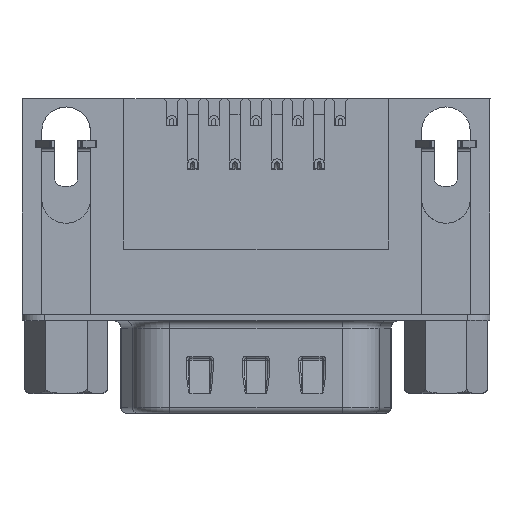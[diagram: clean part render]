
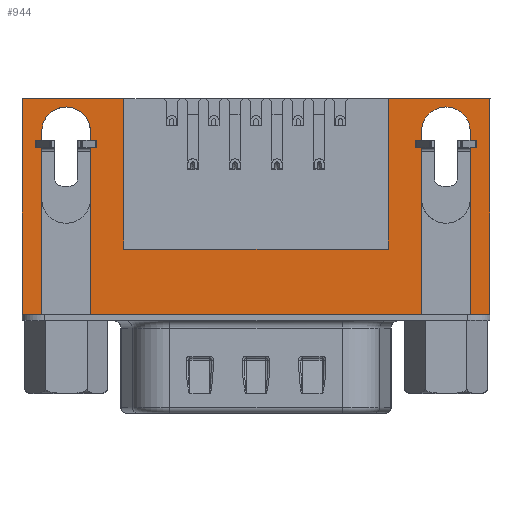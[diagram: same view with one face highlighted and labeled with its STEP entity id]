
A CAD part, top view. The second image highlights one B-rep face of the part: STEP entity #944.
In plain terms, the highlighted planar face has unit normal (0, 0, 1).
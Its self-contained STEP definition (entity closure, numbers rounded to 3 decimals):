
#846=AXIS2_PLACEMENT_3D('Plane Axis2P3D',#843,#844,#845) ;
#857=AXIS2_PLACEMENT_3D('Circle Axis2P3D',#855,#856,$) ;
#876=AXIS2_PLACEMENT_3D('Circle Axis2P3D',#874,#875,$) ;
#42=CARTESIAN_POINT('Vertex',(-14.1,0.,0.)) ;
#45=CARTESIAN_POINT('Line Origine',(-14.75,0.,0.)) ;
#49=CARTESIAN_POINT('Vertex',(-15.4,0.,0.)) ;
#84=CARTESIAN_POINT('Vertex',(15.4,0.,0.)) ;
#87=CARTESIAN_POINT('Line Origine',(14.75,0.,0.)) ;
#91=CARTESIAN_POINT('Vertex',(14.1,0.,0.)) ;
#112=CARTESIAN_POINT('Vertex',(10.9,0.,0.)) ;
#115=CARTESIAN_POINT('Line Origine',(0.,0.,0.)) ;
#119=CARTESIAN_POINT('Vertex',(-10.9,0.,0.)) ;
#797=CARTESIAN_POINT('Vertex',(-14.1,12.05,0.)) ;
#800=CARTESIAN_POINT('Line Origine',(-14.1,6.025,0.)) ;
#843=CARTESIAN_POINT('Axis2P3D Location',(-15.4,0.,0.)) ;
#848=CARTESIAN_POINT('Line Origine',(-15.4,7.1,0.)) ;
#852=CARTESIAN_POINT('Vertex',(-15.4,14.2,0.)) ;
#855=CARTESIAN_POINT('Axis2P3D Location',(-12.5,12.05,0.)) ;
#859=CARTESIAN_POINT('Vertex',(-10.9,12.05,0.)) ;
#862=CARTESIAN_POINT('Line Origine',(-10.9,6.025,0.)) ;
#867=CARTESIAN_POINT('Line Origine',(10.9,6.025,0.)) ;
#871=CARTESIAN_POINT('Vertex',(10.9,12.05,0.)) ;
#874=CARTESIAN_POINT('Axis2P3D Location',(12.5,12.05,0.)) ;
#878=CARTESIAN_POINT('Vertex',(14.1,12.05,0.)) ;
#881=CARTESIAN_POINT('Line Origine',(14.1,6.025,0.)) ;
#886=CARTESIAN_POINT('Line Origine',(15.4,7.1,0.)) ;
#890=CARTESIAN_POINT('Vertex',(15.4,14.2,0.)) ;
#893=CARTESIAN_POINT('Line Origine',(12.05,14.2,0.)) ;
#897=CARTESIAN_POINT('Vertex',(8.7,14.2,0.)) ;
#900=CARTESIAN_POINT('Line Origine',(8.7,9.25,0.)) ;
#904=CARTESIAN_POINT('Vertex',(8.7,4.3,0.)) ;
#907=CARTESIAN_POINT('Line Origine',(0.,4.3,0.)) ;
#911=CARTESIAN_POINT('Vertex',(-8.7,4.3,0.)) ;
#914=CARTESIAN_POINT('Line Origine',(-8.7,9.25,0.)) ;
#918=CARTESIAN_POINT('Vertex',(-8.7,14.2,0.)) ;
#921=CARTESIAN_POINT('Line Origine',(-12.05,14.2,0.)) ;
#46=DIRECTION('Vector Direction',(-1.,0.,0.)) ;
#88=DIRECTION('Vector Direction',(-1.,0.,0.)) ;
#116=DIRECTION('Vector Direction',(-1.,0.,0.)) ;
#801=DIRECTION('Vector Direction',(0.,-1.,0.)) ;
#844=DIRECTION('Axis2P3D Direction',(0.,0.,1.)) ;
#845=DIRECTION('Axis2P3D XDirection',(1.,0.,0.)) ;
#849=DIRECTION('Vector Direction',(0.,-1.,0.)) ;
#856=DIRECTION('Axis2P3D Direction',(0.,0.,1.)) ;
#863=DIRECTION('Vector Direction',(0.,-1.,0.)) ;
#868=DIRECTION('Vector Direction',(0.,-1.,0.)) ;
#875=DIRECTION('Axis2P3D Direction',(0.,0.,1.)) ;
#882=DIRECTION('Vector Direction',(0.,-1.,0.)) ;
#887=DIRECTION('Vector Direction',(0.,-1.,0.)) ;
#894=DIRECTION('Vector Direction',(-1.,0.,0.)) ;
#901=DIRECTION('Vector Direction',(0.,1.,0.)) ;
#908=DIRECTION('Vector Direction',(-1.,0.,0.)) ;
#915=DIRECTION('Vector Direction',(0.,1.,0.)) ;
#922=DIRECTION('Vector Direction',(-1.,0.,0.)) ;
#47=VECTOR('Line Direction',#46,1.) ;
#89=VECTOR('Line Direction',#88,1.) ;
#117=VECTOR('Line Direction',#116,1.) ;
#802=VECTOR('Line Direction',#801,1.) ;
#850=VECTOR('Line Direction',#849,1.) ;
#864=VECTOR('Line Direction',#863,1.) ;
#869=VECTOR('Line Direction',#868,1.) ;
#883=VECTOR('Line Direction',#882,1.) ;
#888=VECTOR('Line Direction',#887,1.) ;
#895=VECTOR('Line Direction',#894,1.) ;
#902=VECTOR('Line Direction',#901,1.) ;
#909=VECTOR('Line Direction',#908,1.) ;
#916=VECTOR('Line Direction',#915,1.) ;
#923=VECTOR('Line Direction',#922,1.) ;
#927=ORIENTED_EDGE('',*,*,#854,.T.) ;
#928=ORIENTED_EDGE('',*,*,#51,.F.) ;
#929=ORIENTED_EDGE('',*,*,#804,.F.) ;
#930=ORIENTED_EDGE('',*,*,#861,.F.) ;
#931=ORIENTED_EDGE('',*,*,#866,.T.) ;
#932=ORIENTED_EDGE('',*,*,#121,.F.) ;
#933=ORIENTED_EDGE('',*,*,#873,.F.) ;
#934=ORIENTED_EDGE('',*,*,#880,.F.) ;
#935=ORIENTED_EDGE('',*,*,#885,.T.) ;
#936=ORIENTED_EDGE('',*,*,#93,.F.) ;
#937=ORIENTED_EDGE('',*,*,#892,.F.) ;
#938=ORIENTED_EDGE('',*,*,#899,.T.) ;
#939=ORIENTED_EDGE('',*,*,#906,.F.) ;
#940=ORIENTED_EDGE('',*,*,#913,.T.) ;
#941=ORIENTED_EDGE('',*,*,#920,.T.) ;
#942=ORIENTED_EDGE('',*,*,#925,.T.) ;
#944=ADVANCED_FACE('17\\MANIFOLD_SOLID_BREP #6270',(#943),#847,.T.) ;
#858=CIRCLE('generated circle',#857,1.6) ;
#877=CIRCLE('generated circle',#876,1.6) ;
#51=EDGE_CURVE('',#43,#50,#48,.T.) ;
#93=EDGE_CURVE('',#85,#92,#90,.T.) ;
#121=EDGE_CURVE('',#113,#120,#118,.T.) ;
#804=EDGE_CURVE('',#798,#43,#803,.T.) ;
#854=EDGE_CURVE('',#853,#50,#851,.T.) ;
#861=EDGE_CURVE('',#860,#798,#858,.T.) ;
#866=EDGE_CURVE('',#860,#120,#865,.T.) ;
#873=EDGE_CURVE('',#872,#113,#870,.T.) ;
#880=EDGE_CURVE('',#879,#872,#877,.T.) ;
#885=EDGE_CURVE('',#879,#92,#884,.T.) ;
#892=EDGE_CURVE('',#891,#85,#889,.T.) ;
#899=EDGE_CURVE('',#891,#898,#896,.T.) ;
#906=EDGE_CURVE('',#905,#898,#903,.T.) ;
#913=EDGE_CURVE('',#905,#912,#910,.T.) ;
#920=EDGE_CURVE('',#912,#919,#917,.T.) ;
#925=EDGE_CURVE('',#919,#853,#924,.T.) ;
#926=EDGE_LOOP('',(#927,#928,#929,#930,#931,#932,#933,#934,#935,#936,#937,#938,#939,#940,#941,#942)) ;
#943=FACE_OUTER_BOUND('',#926,.T.) ;
#48=LINE('Line',#45,#47) ;
#90=LINE('Line',#87,#89) ;
#118=LINE('Line',#115,#117) ;
#803=LINE('Line',#800,#802) ;
#851=LINE('Line',#848,#850) ;
#865=LINE('Line',#862,#864) ;
#870=LINE('Line',#867,#869) ;
#884=LINE('Line',#881,#883) ;
#889=LINE('Line',#886,#888) ;
#896=LINE('Line',#893,#895) ;
#903=LINE('Line',#900,#902) ;
#910=LINE('Line',#907,#909) ;
#917=LINE('Line',#914,#916) ;
#924=LINE('Line',#921,#923) ;
#847=PLANE('',#846) ;
#43=VERTEX_POINT('',#42) ;
#50=VERTEX_POINT('',#49) ;
#85=VERTEX_POINT('',#84) ;
#92=VERTEX_POINT('',#91) ;
#113=VERTEX_POINT('',#112) ;
#120=VERTEX_POINT('',#119) ;
#798=VERTEX_POINT('',#797) ;
#853=VERTEX_POINT('',#852) ;
#860=VERTEX_POINT('',#859) ;
#872=VERTEX_POINT('',#871) ;
#879=VERTEX_POINT('',#878) ;
#891=VERTEX_POINT('',#890) ;
#898=VERTEX_POINT('',#897) ;
#905=VERTEX_POINT('',#904) ;
#912=VERTEX_POINT('',#911) ;
#919=VERTEX_POINT('',#918) ;
